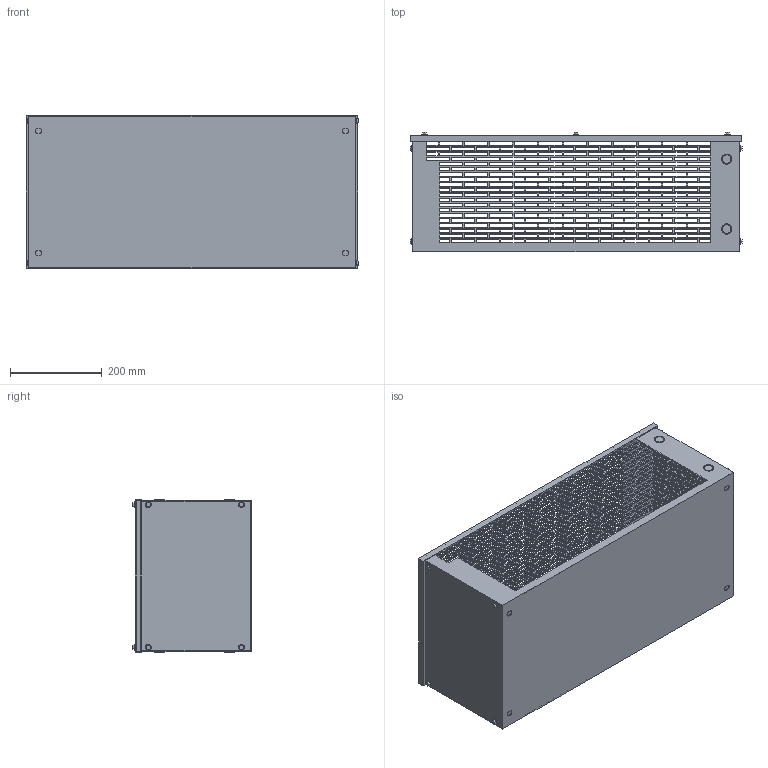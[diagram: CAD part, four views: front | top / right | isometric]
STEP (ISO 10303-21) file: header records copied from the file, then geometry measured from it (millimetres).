
FILE_DESCRIPTION (( 'STEP AP214' ), '1' );
FILE_NAME ('BR-N1-13K0W06P4.STEP', '2024-06-11T23:41:37', ( '' ), ( '' ), 'SwSTEP 2.0', 'SolidWorks 2021', '' );
FILE_SCHEMA (( 'AUTOMOTIVE_DESIGN' ));
Length unit declared in the file: inch
Products named in the file (1): BR-N1-13K0W06P4
Bounding box: 724.13 x 260.46 x 333.38 mm (x, y, z)
Volume: 1785353.4 mm3; surface area: 1634720.6 mm2
Topology: 33 solids, 33 shells, 3380 faces, 9948 edges, 6632 vertices
Faces by surface type: plane 3272, cylinder 108
Entity records: 113848 total; most frequent: CARTESIAN_POINT 19961, ORIENTED_EDGE 19896, DIRECTION 16926, EDGE_CURVE 9948, LINE 9732, VECTOR 9732, VERTEX_POINT 6632, EDGE_LOOP 4962
